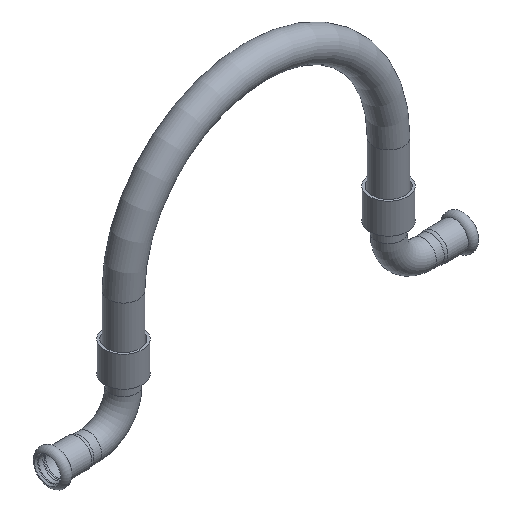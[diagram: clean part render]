
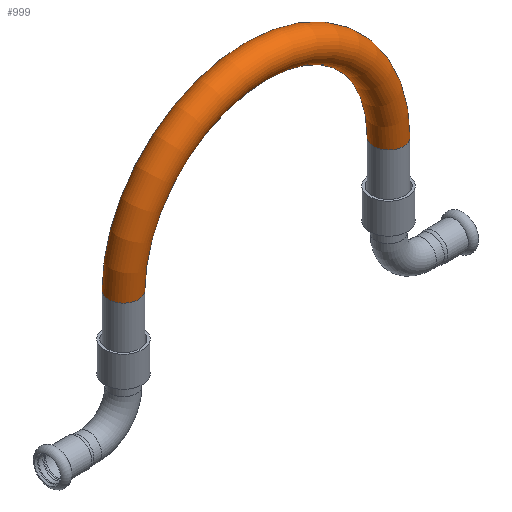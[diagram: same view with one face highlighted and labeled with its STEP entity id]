
A CAD part, isometric view. The second image highlights one B-rep face of the part: STEP entity #999.
In plain terms, the highlighted toroidal (fillet/blend) face has major radius 87.5 mm and minor radius 10 mm.
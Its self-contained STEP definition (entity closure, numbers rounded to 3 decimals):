
#153=FACE_OUTER_BOUND('',#208,.T.);
#208=EDGE_LOOP('',(#889,#890,#891,#892,#893,#894));
#333=CIRCLE('',#1184,10.);
#334=CIRCLE('',#1185,10.);
#335=CIRCLE('',#1186,77.5);
#336=CIRCLE('',#1187,10.);
#337=CIRCLE('',#1188,10.);
#451=VERTEX_POINT('',#1878);
#452=VERTEX_POINT('',#1879);
#453=VERTEX_POINT('',#1882);
#454=VERTEX_POINT('',#1884);
#602=EDGE_CURVE('',#451,#452,#333,.T.);
#603=EDGE_CURVE('',#452,#451,#334,.T.);
#604=EDGE_CURVE('',#452,#453,#335,.T.);
#605=EDGE_CURVE('',#453,#454,#336,.T.);
#606=EDGE_CURVE('',#454,#453,#337,.T.);
#889=ORIENTED_EDGE('',*,*,#602,.F.);
#890=ORIENTED_EDGE('',*,*,#603,.F.);
#891=ORIENTED_EDGE('',*,*,#604,.T.);
#892=ORIENTED_EDGE('',*,*,#605,.T.);
#893=ORIENTED_EDGE('',*,*,#606,.T.);
#894=ORIENTED_EDGE('',*,*,#604,.F.);
#957=TOROIDAL_SURFACE('',#1183,87.5,10.);
#999=ADVANCED_FACE('',(#153),#957,.T.);
#1183=AXIS2_PLACEMENT_3D('',#1877,#1540,#1541);
#1184=AXIS2_PLACEMENT_3D('',#1880,#1542,#1543);
#1185=AXIS2_PLACEMENT_3D('',#1881,#1544,#1545);
#1186=AXIS2_PLACEMENT_3D('',#1883,#1546,#1547);
#1187=AXIS2_PLACEMENT_3D('',#1885,#1548,#1549);
#1188=AXIS2_PLACEMENT_3D('',#1886,#1550,#1551);
#1540=DIRECTION('center_axis',(0.,1.,0.));
#1541=DIRECTION('ref_axis',(0.,0.,1.));
#1542=DIRECTION('center_axis',(0.,0.,-1.));
#1543=DIRECTION('ref_axis',(0.,-1.,0.));
#1544=DIRECTION('center_axis',(0.,0.,-1.));
#1545=DIRECTION('ref_axis',(0.,-1.,0.));
#1546=DIRECTION('center_axis',(0.,-1.,0.));
#1547=DIRECTION('ref_axis',(0.,0.,1.));
#1548=DIRECTION('center_axis',(0.,0.,1.));
#1549=DIRECTION('ref_axis',(0.,-1.,0.));
#1550=DIRECTION('center_axis',(0.,0.,1.));
#1551=DIRECTION('ref_axis',(0.,-1.,0.));
#1877=CARTESIAN_POINT('Origin',(0.,0.,77.5));
#1878=CARTESIAN_POINT('',(87.5,10.,77.5));
#1879=CARTESIAN_POINT('',(77.5,0.,77.5));
#1880=CARTESIAN_POINT('Origin',(87.5,0.,77.5));
#1881=CARTESIAN_POINT('Origin',(87.5,0.,77.5));
#1882=CARTESIAN_POINT('',(-77.5,0.,77.5));
#1883=CARTESIAN_POINT('Origin',(0.,0.,77.5));
#1884=CARTESIAN_POINT('',(-87.5,10.,77.5));
#1885=CARTESIAN_POINT('Origin',(-87.5,0.,77.5));
#1886=CARTESIAN_POINT('Origin',(-87.5,0.,77.5));
